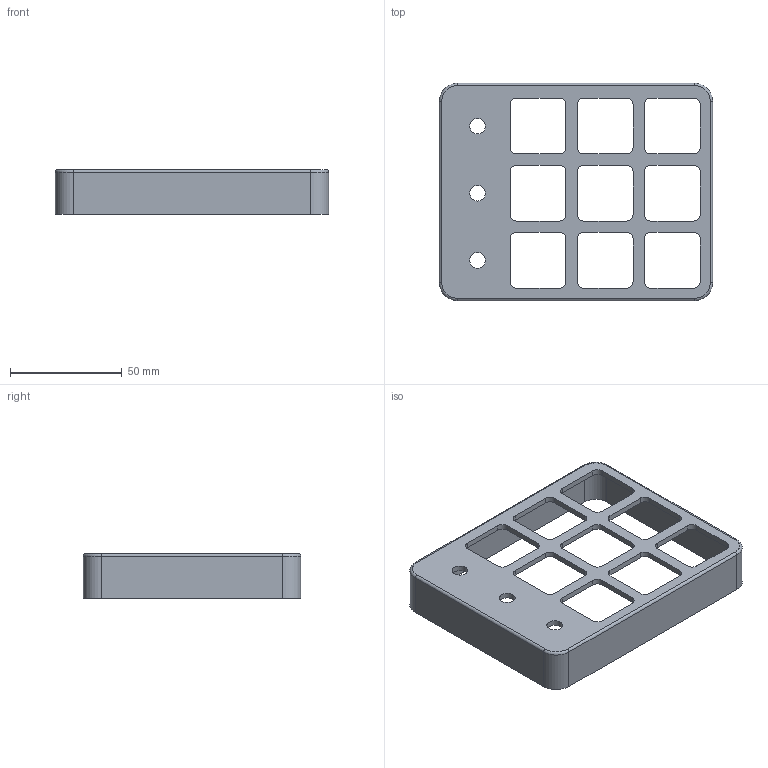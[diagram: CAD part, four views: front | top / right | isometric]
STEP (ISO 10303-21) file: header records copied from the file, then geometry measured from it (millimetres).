
FILE_DESCRIPTION(/* description */ (''),/* implementation_level */ '2;1');
FILE_NAME(/* name */ 'Boitier.step',/* time_stamp */ '2020-02-04T22:41:37+01:00',/* author */ (''),/* organization */ (''),/* preprocessor_version */ 'ST-DEVELOPER v18',/* originating_system */ 'Autodesk Translation Framework v8.12.0.6',/* authorisation */ '');
FILE_SCHEMA (('AUTOMOTIVE_DESIGN { 1 0 10303 214 3 1 1 }'));
Length unit declared in the file: millimetre
Products named in the file (1): Boitier (1)
Bounding box: 122.2 x 97.2 x 20 mm (x, y, z)
Volume: 23383 mm3; surface area: 30438.7 mm2
Topology: 1 solids, 1 shells, 106 faces, 309 edges, 198 vertices
Faces by surface type: cylinder 55, plane 47, torus 4
Full cylindrical faces by diameter (mm): 7 x3
Entity records: 3615 total; most frequent: DIRECTION 633, ORIENTED_EDGE 618, CARTESIAN_POINT 614, EDGE_CURVE 309, AXIS2_PLACEMENT_3D 217, LINE 199, VECTOR 199, VERTEX_POINT 198
